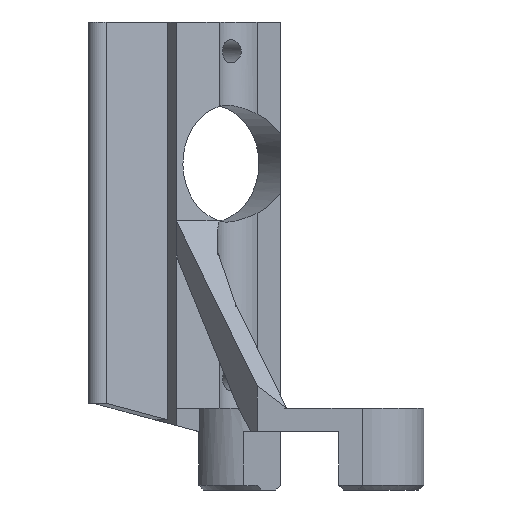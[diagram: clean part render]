
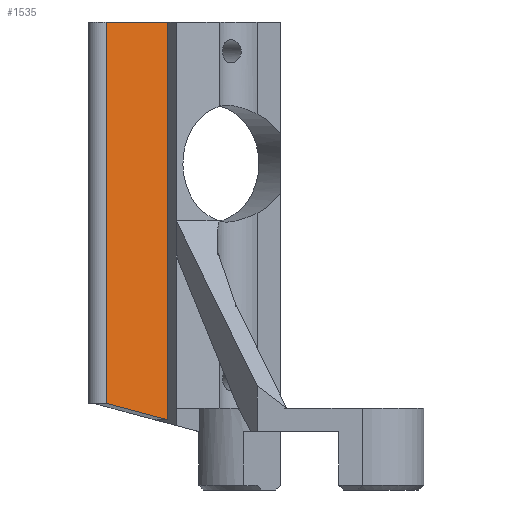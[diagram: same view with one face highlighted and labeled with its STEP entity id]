
A CAD part, left-side view. The second image highlights one B-rep face of the part: STEP entity #1535.
In plain terms, the highlighted planar face has unit normal (-0.832, -0.555, 0).
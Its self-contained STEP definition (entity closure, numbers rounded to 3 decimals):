
#102=FACE_OUTER_BOUND('',#192,.T.);
#192=EDGE_LOOP('',(#1163,#1164,#1165,#1166));
#345=LINE('',#2459,#509);
#349=LINE('',#2468,#513);
#350=LINE('',#2471,#514);
#351=LINE('',#2472,#515);
#509=VECTOR('',#1899,10.);
#513=VECTOR('',#1907,10.);
#514=VECTOR('',#1910,10.);
#515=VECTOR('',#1911,10.);
#708=VERTEX_POINT('',#2454);
#709=VERTEX_POINT('',#2458);
#712=VERTEX_POINT('',#2466);
#713=VERTEX_POINT('',#2470);
#878=EDGE_CURVE('',#708,#709,#345,.T.);
#883=EDGE_CURVE('',#708,#712,#349,.T.);
#884=EDGE_CURVE('',#713,#712,#350,.T.);
#885=EDGE_CURVE('',#713,#709,#351,.T.);
#1163=ORIENTED_EDGE('',*,*,#878,.F.);
#1164=ORIENTED_EDGE('',*,*,#883,.T.);
#1165=ORIENTED_EDGE('',*,*,#884,.F.);
#1166=ORIENTED_EDGE('',*,*,#885,.T.);
#1466=PLANE('',#1642);
#1535=ADVANCED_FACE('',(#102),#1466,.T.);
#1642=AXIS2_PLACEMENT_3D('',#2469,#1908,#1909);
#1899=DIRECTION('',(0.,0.,1.));
#1907=DIRECTION('',(0.541,-0.812,-0.218));
#1908=DIRECTION('center_axis',(-0.832,-0.555,0.));
#1909=DIRECTION('ref_axis',(0.,0.,1.));
#1910=DIRECTION('',(0.,0.,-1.));
#1911=DIRECTION('',(-0.555,0.832,0.));
#2454=CARTESIAN_POINT('',(6.609,19.876,7.408));
#2458=CARTESIAN_POINT('',(6.609,19.876,40.));
#2459=CARTESIAN_POINT('',(6.609,19.876,31.5));
#2466=CARTESIAN_POINT('',(10.109,14.625,6.001));
#2468=CARTESIAN_POINT('',(12.599,10.891,5.));
#2469=CARTESIAN_POINT('Origin',(8.359,17.25,23.));
#2470=CARTESIAN_POINT('',(10.109,14.625,40.));
#2471=CARTESIAN_POINT('',(10.109,14.625,13.5));
#2472=CARTESIAN_POINT('',(12.156,11.555,40.));
